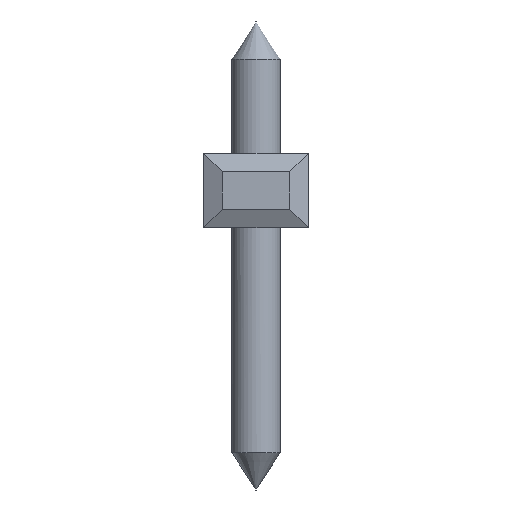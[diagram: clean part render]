
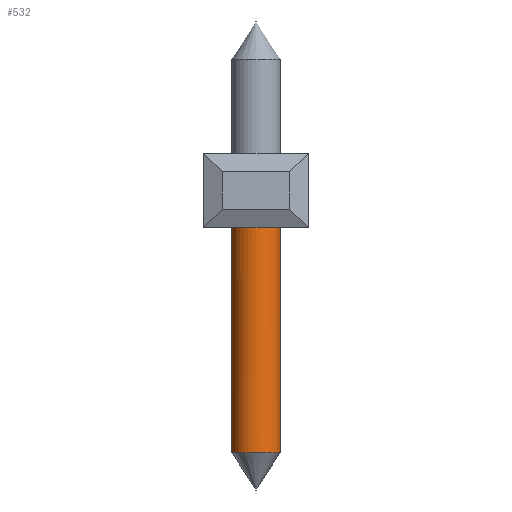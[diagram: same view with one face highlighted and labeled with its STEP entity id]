
A CAD part, left-side view. The second image highlights one B-rep face of the part: STEP entity #532.
In plain terms, the highlighted cylindrical face has radius 0.65 mm (diameter 1.3 mm), a full revolution.
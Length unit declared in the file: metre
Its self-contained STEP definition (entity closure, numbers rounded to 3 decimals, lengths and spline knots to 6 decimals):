
#532=ADVANCED_FACE('',(#1099,#1100),#1101,.T.);
#1099=FACE_OUTER_BOUND('',#1658,.T.);
#1100=FACE_OUTER_BOUND('',#1659,.T.);
#1101=CYLINDRICAL_SURFACE('',#1660,0.00065);
#1658=EDGE_LOOP('',(#3087));
#1659=EDGE_LOOP('',(#3088));
#1660=AXIS2_PLACEMENT_3D('',#3089,#3090,#3091);
#3087=ORIENTED_EDGE('',*,*,#3561,.F.);
#3088=ORIENTED_EDGE('',*,*,#3143,.F.);
#3089=CARTESIAN_POINT('',(-0.00435,-0.03326,0.0025));
#3090=DIRECTION('',(0.0,0.,-1.0));
#3091=DIRECTION('',(-1.0,0.0,0.0));
#3143=EDGE_CURVE('',#3702,#3702,#3703,.T.);
#3561=EDGE_CURVE('',#4301,#4301,#4302,.T.);
#3702=VERTEX_POINT('',#4468);
#3703=CIRCLE('',#4469,0.00065);
#4301=VERTEX_POINT('',#5358);
#4302=CIRCLE('',#5359,0.00065);
#4468=CARTESIAN_POINT('',(-0.00396,-0.03274,-0.008));
#4469=AXIS2_PLACEMENT_3D('',#5573,#5574,#5575);
#5358=CARTESIAN_POINT('',(-0.00435,-0.03391,-0.0018));
#5359=AXIS2_PLACEMENT_3D('',#5885,#5886,#5887);
#5573=CARTESIAN_POINT('',(-0.00435,-0.03326,-0.008));
#5574=DIRECTION('',(0.,0.,-1.0));
#5575=DIRECTION('',(0.6,0.8,0.));
#5885=CARTESIAN_POINT('',(-0.00435,-0.03326,-0.0018));
#5886=DIRECTION('',(0.0,0.,1.0));
#5887=DIRECTION('',(0.0,-1.0,0.));
